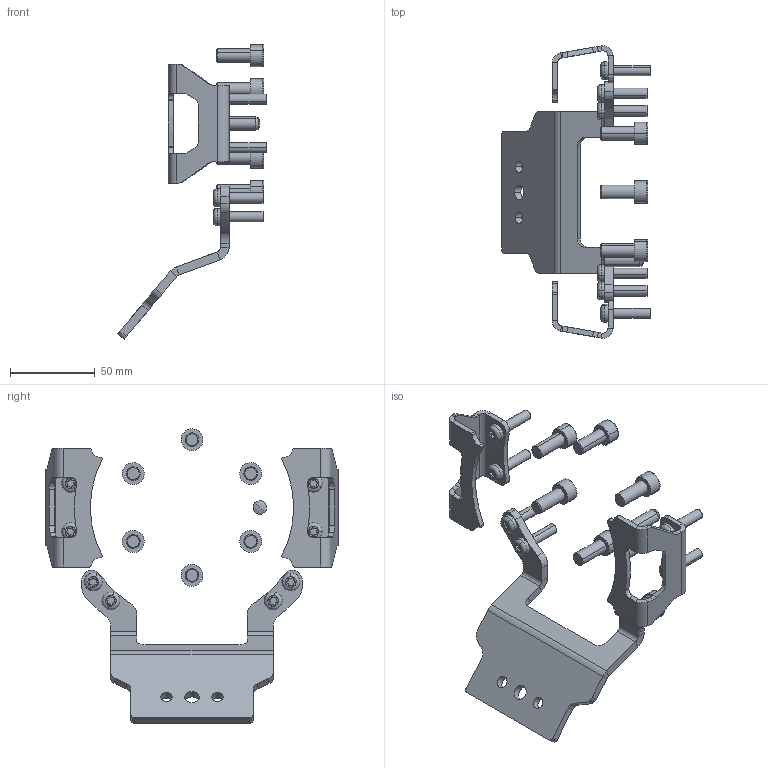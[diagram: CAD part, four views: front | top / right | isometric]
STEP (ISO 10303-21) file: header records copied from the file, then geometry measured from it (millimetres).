
FILE_DESCRIPTION (( 'STEP AP203' ), '1' );
FILE_NAME ('P5211-1.STEP', '2021-03-01T11:35:50', ( '' ), ( '' ), 'SwSTEP 2.0', 'SolidWorks 2019', '' );
FILE_SCHEMA (( 'CONFIG_CONTROL_DESIGN' ));
Length unit declared in the file: millimetre
Products named in the file (1): P5211-1
Bounding box: 87.78 x 172.53 x 173.77 mm (x, y, z)
Volume: 74223.8 mm3; surface area: 46527.5 mm2
Topology: 18 solids, 18 shells, 530 faces, 1282 edges, 812 vertices
Faces by surface type: cylinder 286, plane 182, torus 44, cone 14, sphere 4
Entity records: 15739 total; most frequent: DIRECTION 3026, CARTESIAN_POINT 2625, ORIENTED_EDGE 2564, EDGE_CURVE 1282, AXIS2_PLACEMENT_3D 1213, VERTEX_POINT 812, CIRCLE 682, LINE 600
